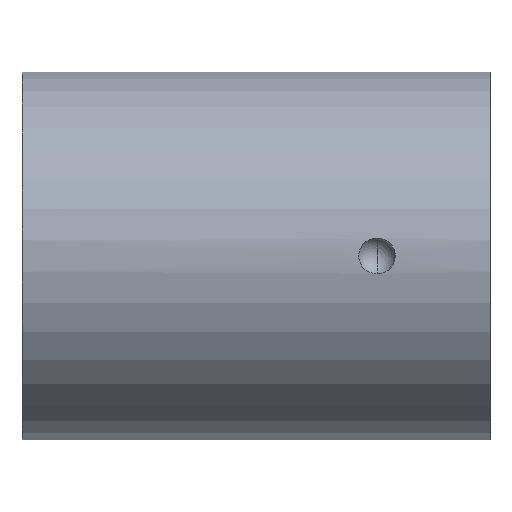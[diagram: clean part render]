
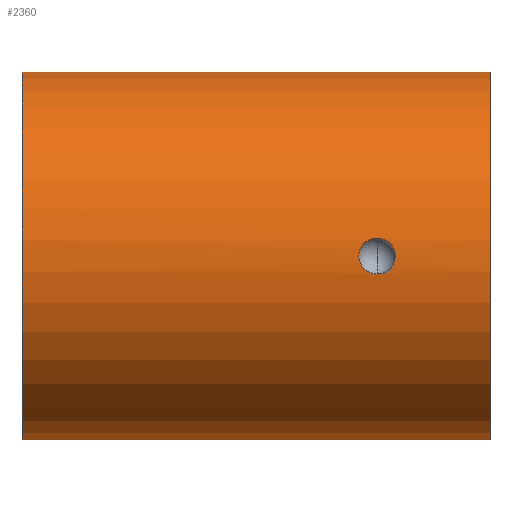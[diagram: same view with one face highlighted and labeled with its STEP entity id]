
A CAD part, left-side view. The second image highlights one B-rep face of the part: STEP entity #2360.
In plain terms, the highlighted cylindrical face has radius 57.5 mm (diameter 115 mm), a partial arc.
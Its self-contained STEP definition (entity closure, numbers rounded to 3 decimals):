
#674=CARTESIAN_POINT('',(0.,145.,0.));
#675=DIRECTION('',(0.,1.,0.));
#676=DIRECTION('',(-0.132,0.,-0.991));
#677=AXIS2_PLACEMENT_3D('',#674,#675,#676);
#679=DIRECTION('',(0.,1.,0.));
#680=VECTOR('',#679,145.);
#681=CARTESIAN_POINT('',(-7.566,0.,57.));
#682=LINE('',#681,#680);
#683=CARTESIAN_POINT('',(0.,0.,0.));
#684=DIRECTION('',(0.,-1.,0.));
#685=DIRECTION('',(-0.132,0.,0.991));
#686=AXIS2_PLACEMENT_3D('',#683,#684,#685);
#688=DIRECTION('',(0.,1.,0.));
#689=VECTOR('',#688,145.);
#690=CARTESIAN_POINT('',(-7.566,0.,-57.));
#691=LINE('',#690,#689);
#692=CARTESIAN_POINT('',(-57.231,35.,-5.554));
#693=CARTESIAN_POINT('',(-57.231,35.333,-5.554));
#694=CARTESIAN_POINT('',(-57.237,35.99,-5.498));
#695=CARTESIAN_POINT('',(-57.261,36.971,-5.239));
#696=CARTESIAN_POINT('',(-57.299,37.878,-4.816));
#697=CARTESIAN_POINT('',(-57.343,38.679,-4.258));
#698=CARTESIAN_POINT('',(-57.392,39.386,-3.556));
#699=CARTESIAN_POINT('',(-57.437,39.956,-2.74));
#700=CARTESIAN_POINT('',(-57.472,40.362,-1.856));
#701=CARTESIAN_POINT('',(-57.495,40.605,
-0.93));
#702=CARTESIAN_POINT('',(-57.503,40.685,0.023));
#703=CARTESIAN_POINT('',(-57.494,40.597,0.978));
#704=CARTESIAN_POINT('',(-57.471,40.345,1.903));
#705=CARTESIAN_POINT('',(-57.435,39.936,2.772));
#706=CARTESIAN_POINT('',(-57.391,39.378,3.565));
#707=CARTESIAN_POINT('',(-57.343,38.677,4.26));
#708=CARTESIAN_POINT('',(-57.298,37.875,4.818));
#709=CARTESIAN_POINT('',(-57.261,36.969,5.239));
#710=CARTESIAN_POINT('',(-57.237,35.989,5.498));
#711=CARTESIAN_POINT('',(-57.231,35.333,5.554));
#712=CARTESIAN_POINT('',(-57.231,35.,5.554));
#714=CARTESIAN_POINT('',(-57.231,35.,5.554));
#715=CARTESIAN_POINT('',(-57.231,34.667,5.554));
#716=CARTESIAN_POINT('',(-57.237,34.01,5.498));
#717=CARTESIAN_POINT('',(-57.261,33.029,5.239));
#718=CARTESIAN_POINT('',(-57.299,32.122,4.816));
#719=CARTESIAN_POINT('',(-57.343,31.32,4.258));
#720=CARTESIAN_POINT('',(-57.391,30.62,3.563));
#721=CARTESIAN_POINT('',(-57.435,30.063,2.77));
#722=CARTESIAN_POINT('',(-57.471,29.654,1.9));
#723=CARTESIAN_POINT('',(-57.494,29.402,0.975));
#724=CARTESIAN_POINT('',(-57.503,29.315,0.022));
#725=CARTESIAN_POINT('',(-57.495,29.395,
-0.934));
#726=CARTESIAN_POINT('',(-57.472,29.639,-1.859));
#727=CARTESIAN_POINT('',(-57.437,30.045,-2.742));
#728=CARTESIAN_POINT('',(-57.392,30.614,-3.557));
#729=CARTESIAN_POINT('',(-57.343,31.322,-4.26));
#730=CARTESIAN_POINT('',(-57.299,32.125,-4.818));
#731=CARTESIAN_POINT('',(-57.261,33.03,-5.239));
#732=CARTESIAN_POINT('',(-57.237,34.01,-5.498));
#733=CARTESIAN_POINT('',(-57.231,34.667,-5.554));
#734=CARTESIAN_POINT('',(-57.231,35.,-5.554));
#1460=CARTESIAN_POINT('',(-7.566,0.,-57.));
#1462=VERTEX_POINT('',#1460);
#1465=CARTESIAN_POINT('',(-7.566,0.,57.));
#1467=VERTEX_POINT('',#1465);
#1470=CARTESIAN_POINT('',(-7.566,145.,-57.));
#1471=VERTEX_POINT('',#1470);
#1473=CARTESIAN_POINT('',(-7.566,145.,57.));
#1475=VERTEX_POINT('',#1473);
#1504=VERTEX_POINT('',#692);
#1505=VERTEX_POINT('',#712);
#2341=CARTESIAN_POINT('',(0.,-7.25,0.));
#2342=DIRECTION('',(0.,1.,0.));
#2343=DIRECTION('',(1.,0.,0.));
#2344=AXIS2_PLACEMENT_3D('',#2341,#2342,#2343);
#2345=CYLINDRICAL_SURFACE('',#2344,57.5);
#2347=ORIENTED_EDGE('',*,*,#2346,.T.);
#2349=ORIENTED_EDGE('',*,*,#2348,.F.);
#2350=ORIENTED_EDGE('',*,*,#1817,.T.);
#2351=ORIENTED_EDGE('',*,*,#2304,.T.);
#2352=EDGE_LOOP('',(#2347,#2349,#2350,#2351));
#2353=FACE_OUTER_BOUND('',#2352,.F.);
#2355=ORIENTED_EDGE('',*,*,#2354,.F.);
#2357=ORIENTED_EDGE('',*,*,#2356,.F.);
#2358=EDGE_LOOP('',(#2355,#2357));
#2359=FACE_BOUND('',#2358,.F.);
#2360=ADVANCED_FACE('',(#2353,#2359),#2345,.T.);
#678=CIRCLE('',#677,57.5);
#687=CIRCLE('',#686,57.5);
#713=B_SPLINE_CURVE_WITH_KNOTS('',3,(#692,#693,#694,#695,#696,#697,#698,#699,
#700,#701,#702,#703,#704,#705,#706,#707,#708,#709,#710,#711,#712),.UNSPECIFIED.,
.F.,.F.,(4,1,1,1,1,1,1,1,1,1,1,1,1,1,1,1,1,1,4),(0.,0.056,
0.111,0.167,0.222,0.278,
0.333,0.389,0.444,0.5,0.556,
0.611,0.667,0.722,0.778,
0.833,0.889,0.944,1.),.UNSPECIFIED.);
#735=B_SPLINE_CURVE_WITH_KNOTS('',3,(#714,#715,#716,#717,#718,#719,#720,#721,
#722,#723,#724,#725,#726,#727,#728,#729,#730,#731,#732,#733,#734),.UNSPECIFIED.,
.F.,.F.,(4,1,1,1,1,1,1,1,1,1,1,1,1,1,1,1,1,1,4),(0.,0.056,
0.111,0.167,0.222,0.278,
0.333,0.389,0.444,0.5,0.556,
0.611,0.667,0.722,0.778,
0.833,0.889,0.944,1.),.UNSPECIFIED.);
#1817=EDGE_CURVE('',#1467,#1462,#687,.T.);
#2304=EDGE_CURVE('',#1462,#1471,#691,.T.);
#2346=EDGE_CURVE('',#1471,#1475,#678,.T.);
#2348=EDGE_CURVE('',#1467,#1475,#682,.T.);
#2354=EDGE_CURVE('',#1504,#1505,#713,.T.);
#2356=EDGE_CURVE('',#1505,#1504,#735,.T.);
